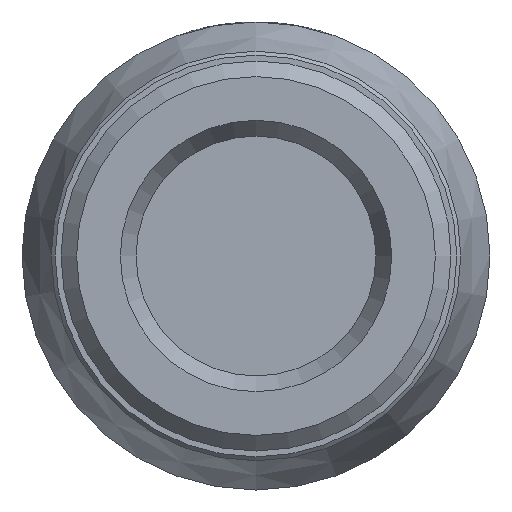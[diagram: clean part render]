
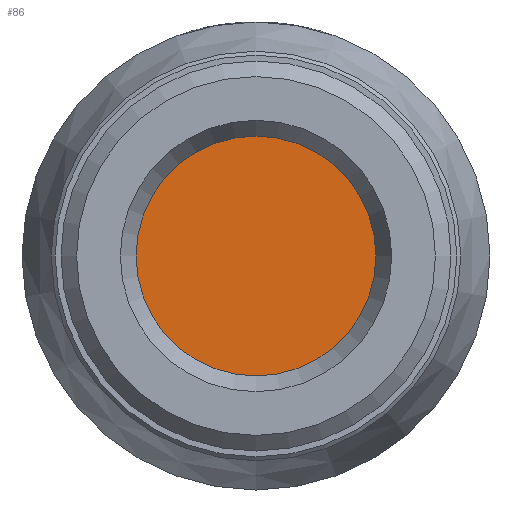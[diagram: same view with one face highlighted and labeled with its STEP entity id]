
A CAD part, front view. The second image highlights one B-rep face of the part: STEP entity #86.
In plain terms, the highlighted planar face has unit normal (0, -1, 0).
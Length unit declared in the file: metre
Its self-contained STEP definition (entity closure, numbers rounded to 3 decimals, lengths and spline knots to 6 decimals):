
#86 = ADVANCED_FACE( 'NONE', ( #224 ), #225, .T. );
#224 = FACE_OUTER_BOUND( '', #442, .T. );
#225 = PLANE( '', #443 );
#442 = EDGE_LOOP( '', ( #944 ) );
#443 = AXIS2_PLACEMENT_3D( '', #945, #946, #947 );
#944 = ORIENTED_EDGE( '', *, *, #1354, .T. );
#945 = CARTESIAN_POINT( '', ( 0., 0.0008, 0. ) );
#946 = DIRECTION( '', ( 0., -1., 0. ) );
#947 = DIRECTION( '', ( 0., 0., -1. ) );
#1354 = EDGE_CURVE( 'NONE', #1540, #1540, #1541, .T. );
#1540 = VERTEX_POINT( '', #1865 );
#1541 = CIRCLE( '', #1866, 0.003075 );
#1865 = CARTESIAN_POINT( '', ( 0.003075, 0.0008, 0. ) );
#1866 = AXIS2_PLACEMENT_3D( '', #2435, #2436, #2437 );
#2435 = CARTESIAN_POINT( '', ( 0., 0.0008, 0. ) );
#2436 = DIRECTION( '', ( 0., -1., 0. ) );
#2437 = DIRECTION( '', ( 1., 0., 0. ) );
